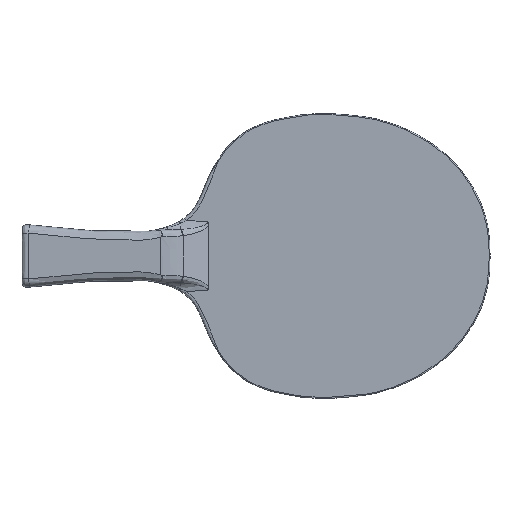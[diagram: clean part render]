
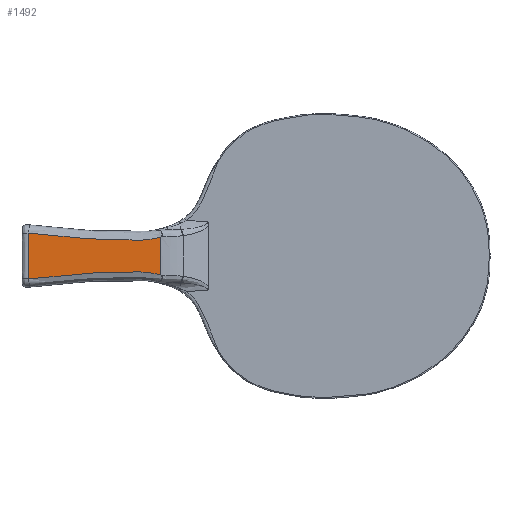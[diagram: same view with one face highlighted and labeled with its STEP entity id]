
A CAD part, top view. The second image highlights one B-rep face of the part: STEP entity #1492.
In plain terms, the highlighted planar face has unit normal (0, 0, 1).
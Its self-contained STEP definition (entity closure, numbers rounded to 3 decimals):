
#38=PLANE('',#1533);
#155=FACE_OUTER_BOUND('',#248,.T.);
#248=EDGE_LOOP('',(#1291,#1292,#1293,#1294));
#361=B_SPLINE_CURVE_WITH_KNOTS('',3,(#8608,#8609,#8610,#8611,#8612,#8613,
#8614,#8615,#8616,#8617,#8618,#8619,#8620,#8621),.UNSPECIFIED.,.F.,.F.,
(4,1,1,1,1,1,1,1,1,1,1,4),(-7.741,-6.594,-4.856,
-4.566,-4.276,-3.697,-3.118,
-1.959,-1.38,-0.8,-0.221,
0.211),.UNSPECIFIED.);
#412=B_SPLINE_CURVE_WITH_KNOTS('',3,(#10193,#10194,#10195,#10196),
 .UNSPECIFIED.,.F.,.F.,(4,4),(-4.1,-1.358),
 .UNSPECIFIED.);
#454=B_SPLINE_CURVE_WITH_KNOTS('',3,(#11479,#11480,#11481,#11482),
 .UNSPECIFIED.,.F.,.F.,(4,4),(-1.86,0.389),
 .UNSPECIFIED.);
#456=B_SPLINE_CURVE_WITH_KNOTS('',3,(#11632,#11633,#11634,#11635,#11636,
#11637,#11638,#11639,#11640,#11641,#11642,#11643,#11644,#11645),
 .UNSPECIFIED.,.F.,.F.,(4,1,1,1,1,1,1,1,1,1,1,4),(-8.439,-8.007,
-7.428,-6.849,-6.269,-5.111,
-4.531,-3.952,-3.662,-3.373,
-1.635,-0.488),.UNSPECIFIED.);
#549=VERTEX_POINT('',#8591);
#550=VERTEX_POINT('',#8607);
#588=VERTEX_POINT('',#10184);
#609=VERTEX_POINT('',#11438);
#734=EDGE_CURVE('',#549,#550,#361,.T.);
#791=EDGE_CURVE('',#588,#549,#412,.T.);
#838=EDGE_CURVE('',#550,#609,#454,.T.);
#841=EDGE_CURVE('',#609,#588,#456,.T.);
#1291=ORIENTED_EDGE('',*,*,#791,.F.);
#1292=ORIENTED_EDGE('',*,*,#841,.F.);
#1293=ORIENTED_EDGE('',*,*,#838,.F.);
#1294=ORIENTED_EDGE('',*,*,#734,.F.);
#1492=ADVANCED_FACE('',(#155),#38,.T.);
#1533=AXIS2_PLACEMENT_3D('',#11917,#1592,#1593);
#1592=DIRECTION('center_axis',(0.,0.,1.));
#1593=DIRECTION('ref_axis',(1.,0.,0.));
#8591=CARTESIAN_POINT('',(-158.601,32.215,11.));
#8607=CARTESIAN_POINT('',(-79.483,29.745,11.));
#8608=CARTESIAN_POINT('Ctrl Pts',(-158.601,32.215,11.));
#8609=CARTESIAN_POINT('Ctrl Pts',(-154.805,31.768,11.));
#8610=CARTESIAN_POINT('Ctrl Pts',(-145.242,30.788,11.));
#8611=CARTESIAN_POINT('Ctrl Pts',(-134.722,29.726,11.));
#8612=CARTESIAN_POINT('Ctrl Pts',(-127.016,29.128,11.));
#8613=CARTESIAN_POINT('Ctrl Pts',(-123.167,28.856,11.));
#8614=CARTESIAN_POINT('Ctrl Pts',(-118.356,28.619,11.));
#8615=CARTESIAN_POINT('Ctrl Pts',(-110.668,28.375,11.));
#8616=CARTESIAN_POINT('Ctrl Pts',(-102.969,28.132,11.));
#8617=CARTESIAN_POINT('Ctrl Pts',(-95.247,27.963,11.));
#8618=CARTESIAN_POINT('Ctrl Pts',(-89.447,28.024,11.));
#8619=CARTESIAN_POINT('Ctrl Pts',(-84.198,28.699,11.));
#8620=CARTESIAN_POINT('Ctrl Pts',(-80.886,29.408,11.));
#8621=CARTESIAN_POINT('Ctrl Pts',(-79.48,29.744,11.));
#10184=CARTESIAN_POINT('',(-158.601,4.785,11.));
#10193=CARTESIAN_POINT('Ctrl Pts',(-158.601,4.785,11.));
#10194=CARTESIAN_POINT('Ctrl Pts',(-158.601,13.937,11.));
#10195=CARTESIAN_POINT('Ctrl Pts',(-158.601,23.063,11.));
#10196=CARTESIAN_POINT('Ctrl Pts',(-158.601,32.215,11.));
#11438=CARTESIAN_POINT('',(-79.483,7.255,11.));
#11479=CARTESIAN_POINT('Ctrl Pts',(-79.483,29.745,11.));
#11480=CARTESIAN_POINT('Ctrl Pts',(-79.483,22.248,11.));
#11481=CARTESIAN_POINT('Ctrl Pts',(-79.483,14.752,11.));
#11482=CARTESIAN_POINT('Ctrl Pts',(-79.483,7.255,11.));
#11632=CARTESIAN_POINT('Ctrl Pts',(-79.48,7.256,11.));
#11633=CARTESIAN_POINT('Ctrl Pts',(-80.888,7.593,11.));
#11634=CARTESIAN_POINT('Ctrl Pts',(-84.201,8.301,11.));
#11635=CARTESIAN_POINT('Ctrl Pts',(-89.451,8.976,11.));
#11636=CARTESIAN_POINT('Ctrl Pts',(-95.251,9.037,11.));
#11637=CARTESIAN_POINT('Ctrl Pts',(-102.972,8.867,11.));
#11638=CARTESIAN_POINT('Ctrl Pts',(-110.671,8.625,11.));
#11639=CARTESIAN_POINT('Ctrl Pts',(-118.359,8.381,11.));
#11640=CARTESIAN_POINT('Ctrl Pts',(-123.169,8.144,11.));
#11641=CARTESIAN_POINT('Ctrl Pts',(-127.018,7.872,11.));
#11642=CARTESIAN_POINT('Ctrl Pts',(-134.723,7.274,11.));
#11643=CARTESIAN_POINT('Ctrl Pts',(-145.243,6.211,11.));
#11644=CARTESIAN_POINT('Ctrl Pts',(-154.805,5.232,11.));
#11645=CARTESIAN_POINT('Ctrl Pts',(-158.601,4.785,11.));
#11917=CARTESIAN_POINT('Origin',(-106.519,18.5,11.));
